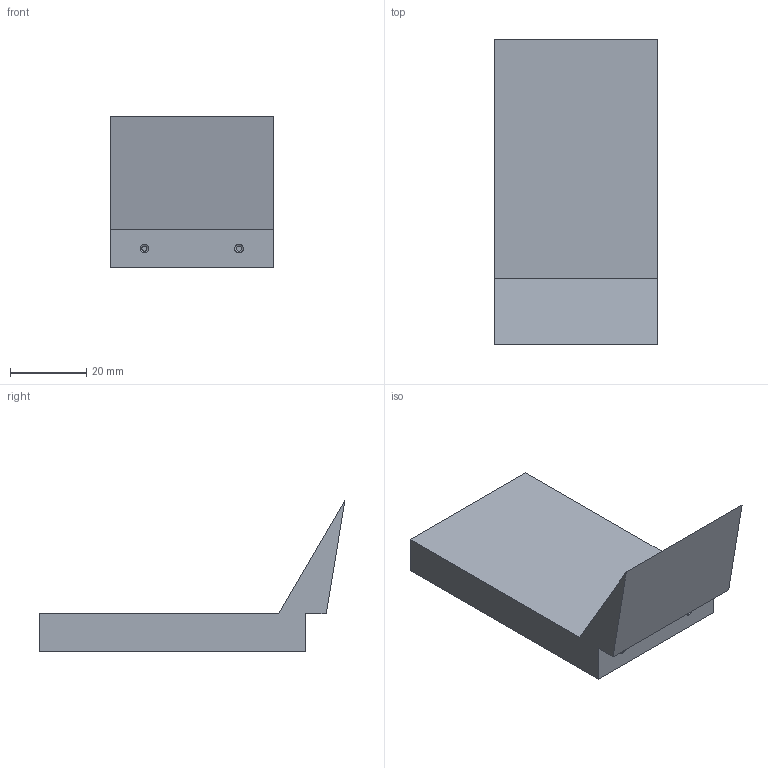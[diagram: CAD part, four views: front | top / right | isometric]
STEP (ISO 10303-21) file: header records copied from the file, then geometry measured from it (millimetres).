
FILE_DESCRIPTION (( 'STEP AP214' ), '1' );
FILE_NAME ('BladeHolderTop.STEP', '2018-07-16T17:48:08', ( '' ), ( '' ), 'SwSTEP 2.0', 'SolidWorks 2017', '' );
FILE_SCHEMA (( 'AUTOMOTIVE_DESIGN' ));
Length unit declared in the file: millimetre
Products named in the file (1): BladeHolderTop
Bounding box: 43 x 80.43 x 39.77 mm (x, y, z)
Volume: 37934.5 mm3; surface area: 11709.2 mm2
Topology: 1 solids, 1 shells, 37 faces, 77 edges, 46 vertices
Faces by surface type: cylinder 16, plane 13, cone 8
Entity records: 1097 total; most frequent: DIRECTION 185, CARTESIAN_POINT 161, ORIENTED_EDGE 154, EDGE_CURVE 77, AXIS2_PLACEMENT_3D 70, VERTEX_POINT 46, VECTOR 45, LINE 45
